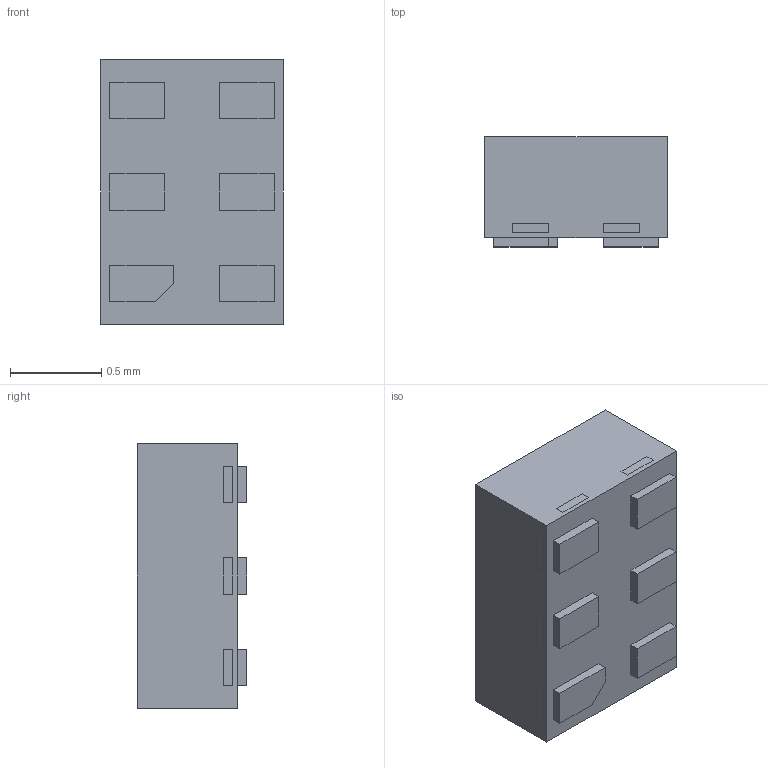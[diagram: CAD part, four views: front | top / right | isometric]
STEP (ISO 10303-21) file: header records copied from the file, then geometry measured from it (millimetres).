
FILE_DESCRIPTION (( 'STEP AP214' ), '1' );
FILE_NAME ('DRY6.STEP', '2020-08-27T23:03:57', ( '' ), ( '' ), 'SwSTEP 2.0', 'SolidWorks 2017', '' );
FILE_SCHEMA (( 'AUTOMOTIVE_DESIGN' ));
Length unit declared in the file: millimetre
Products named in the file (1): DRY6
Bounding box: 1 x 0.6 x 1.45 mm (x, y, z)
Volume: 0.8 mm3; surface area: 11.1 mm2
Topology: 8 solids, 8 shells, 125 faces, 351 edges, 234 vertices
Faces by surface type: plane 125
Entity records: 4556 total; most frequent: CARTESIAN_POINT 711, ORIENTED_EDGE 702, DIRECTION 603, VECTOR 351, EDGE_CURVE 351, LINE 351, VERTEX_POINT 234, EDGE_LOOP 143
